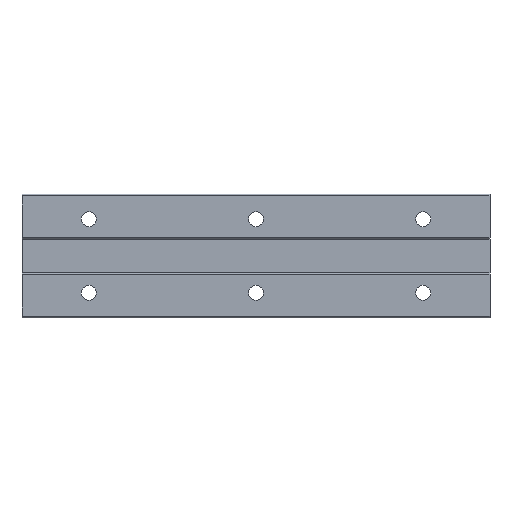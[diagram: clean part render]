
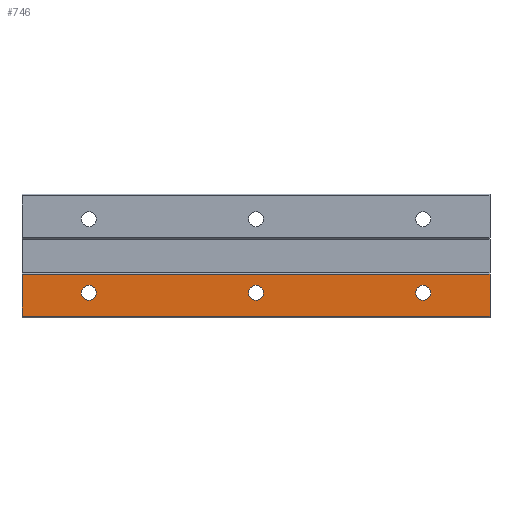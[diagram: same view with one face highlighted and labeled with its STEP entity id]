
A CAD part, front view. The second image highlights one B-rep face of the part: STEP entity #746.
In plain terms, the highlighted planar face has unit normal (0, -1, 0).
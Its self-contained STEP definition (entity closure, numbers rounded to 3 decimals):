
#14 = AXIS2_PLACEMENT_3D ( 'NONE', #269, #599, #1532 ) ;
#63 = LINE ( 'NONE', #1002, #596 ) ;
#70 = CARTESIAN_POINT ( 'NONE',  ( 100., 0., -8.75 ) ) ;
#88 = VECTOR ( 'NONE', #552, 1000. ) ;
#96 = VERTEX_POINT ( 'NONE', #1692 ) ;
#105 = ORIENTED_EDGE ( 'NONE', *, *, #130, .F. ) ;
#130 = EDGE_CURVE ( 'NONE', #96, #1655, #1855, .T. ) ;
#142 = CARTESIAN_POINT ( 'NONE',  ( 100., 0., -11. ) ) ;
#143 = ORIENTED_EDGE ( 'NONE', *, *, #968, .F. ) ;
#163 = AXIS2_PLACEMENT_3D ( 'NONE', #1035, #874, #2008 ) ;
#196 = AXIS2_PLACEMENT_3D ( 'NONE', #1581, #789, #1145 ) ;
#215 = CIRCLE ( 'NONE', #452, 2.25 ) ;
#221 = VERTEX_POINT ( 'NONE', #740 ) ;
#224 = CIRCLE ( 'NONE', #14, 2.25 ) ;
#233 = DIRECTION ( 'NONE',  ( -1., 0., 0. ) ) ;
#269 = CARTESIAN_POINT ( 'NONE',  ( 100., 0., -11. ) ) ;
#275 = EDGE_LOOP ( 'NONE', ( #1079, #751 ) ) ;
#292 = CIRCLE ( 'NONE', #1735, 2.25 ) ;
#302 = DIRECTION ( 'NONE',  ( 0., 0., 1. ) ) ;
#311 = EDGE_CURVE ( 'NONE', #438, #772, #292, .T. ) ;
#333 = VERTEX_POINT ( 'NONE', #930 ) ;
#351 = DIRECTION ( 'NONE',  ( 0., 0., 1. ) ) ;
#368 = EDGE_LOOP ( 'NONE', ( #413, #388 ) ) ;
#379 = CARTESIAN_POINT ( 'NONE',  ( 0., 0., -13.25 ) ) ;
#388 = ORIENTED_EDGE ( 'NONE', *, *, #311, .F. ) ;
#413 = ORIENTED_EDGE ( 'NONE', *, *, #587, .F. ) ;
#430 = CARTESIAN_POINT ( 'NONE',  ( 120., 0., -5.5 ) ) ;
#438 = VERTEX_POINT ( 'NONE', #379 ) ;
#452 = AXIS2_PLACEMENT_3D ( 'NONE', #938, #1439, #1112 ) ;
#473 = CARTESIAN_POINT ( 'NONE',  ( 50., 0., -11. ) ) ;
#491 = DIRECTION ( 'NONE',  ( 0., 0., 1. ) ) ;
#541 = FACE_BOUND ( 'NONE', #368, .T. ) ;
#552 = DIRECTION ( 'NONE',  ( 0., 0., -1. ) ) ;
#578 = CARTESIAN_POINT ( 'NONE',  ( 120., 0., -18. ) ) ;
#587 = EDGE_CURVE ( 'NONE', #772, #438, #1029, .T. ) ;
#596 = VECTOR ( 'NONE', #351, 1000. ) ;
#599 = DIRECTION ( 'NONE',  ( 0., -1., 0. ) ) ;
#606 = EDGE_LOOP ( 'NONE', ( #1777, #1959 ) ) ;
#707 = VERTEX_POINT ( 'NONE', #881 ) ;
#740 = CARTESIAN_POINT ( 'NONE',  ( 50., 0., -8.75 ) ) ;
#746 = ADVANCED_FACE ( 'NONE', ( #1365, #541, #1185, #1965 ), #1660, .F. ) ;
#751 = ORIENTED_EDGE ( 'NONE', *, *, #849, .F. ) ;
#754 = CARTESIAN_POINT ( 'NONE',  ( 0., 0., -8.75 ) ) ;
#772 = VERTEX_POINT ( 'NONE', #754 ) ;
#789 = DIRECTION ( 'NONE',  ( 0., -1., 0. ) ) ;
#827 = DIRECTION ( 'NONE',  ( 1., 0., 0. ) ) ;
#849 = EDGE_CURVE ( 'NONE', #1063, #1639, #224, .T. ) ;
#874 = DIRECTION ( 'NONE',  ( 0., 1., 0. ) ) ;
#881 = CARTESIAN_POINT ( 'NONE',  ( 50., 0., -13.25 ) ) ;
#930 = CARTESIAN_POINT ( 'NONE',  ( -20., 0., -18. ) ) ;
#938 = CARTESIAN_POINT ( 'NONE',  ( 50., 0., -11. ) ) ;
#951 = CARTESIAN_POINT ( 'NONE',  ( 100., 0., -13.25 ) ) ;
#959 = CARTESIAN_POINT ( 'NONE',  ( 0., 0., -11. ) ) ;
#965 = EDGE_CURVE ( 'NONE', #707, #221, #1740, .T. ) ;
#968 = EDGE_CURVE ( 'NONE', #1294, #96, #1760, .T. ) ;
#1002 = CARTESIAN_POINT ( 'NONE',  ( -20., 0., -5.5 ) ) ;
#1024 = LINE ( 'NONE', #578, #2033 ) ;
#1029 = CIRCLE ( 'NONE', #196, 2.25 ) ;
#1035 = CARTESIAN_POINT ( 'NONE',  ( 120., 0., -5.5 ) ) ;
#1049 = EDGE_CURVE ( 'NONE', #1639, #1063, #1978, .T. ) ;
#1063 = VERTEX_POINT ( 'NONE', #951 ) ;
#1075 = EDGE_LOOP ( 'NONE', ( #1580, #105, #143, #1525 ) ) ;
#1079 = ORIENTED_EDGE ( 'NONE', *, *, #1049, .F. ) ;
#1085 = CARTESIAN_POINT ( 'NONE',  ( -20., 0., -5.5 ) ) ;
#1088 = EDGE_CURVE ( 'NONE', #333, #1294, #63, .T. ) ;
#1100 = DIRECTION ( 'NONE',  ( 0., -1., 0. ) ) ;
#1112 = DIRECTION ( 'NONE',  ( 0., 0., 1. ) ) ;
#1145 = DIRECTION ( 'NONE',  ( 0., 0., 1. ) ) ;
#1185 = FACE_BOUND ( 'NONE', #275, .T. ) ;
#1294 = VERTEX_POINT ( 'NONE', #1085 ) ;
#1303 = CARTESIAN_POINT ( 'NONE',  ( 120., 0., -5.5 ) ) ;
#1365 = FACE_OUTER_BOUND ( 'NONE', #1075, .T. ) ;
#1439 = DIRECTION ( 'NONE',  ( 0., -1., 0. ) ) ;
#1461 = AXIS2_PLACEMENT_3D ( 'NONE', #473, #1936, #302 ) ;
#1525 = ORIENTED_EDGE ( 'NONE', *, *, #1088, .F. ) ;
#1532 = DIRECTION ( 'NONE',  ( 0., 0., 1. ) ) ;
#1548 = CARTESIAN_POINT ( 'NONE',  ( 120., 0., -18. ) ) ;
#1580 = ORIENTED_EDGE ( 'NONE', *, *, #2089, .F. ) ;
#1581 = CARTESIAN_POINT ( 'NONE',  ( 0., 0., -11. ) ) ;
#1639 = VERTEX_POINT ( 'NONE', #70 ) ;
#1655 = VERTEX_POINT ( 'NONE', #1548 ) ;
#1660 = PLANE ( 'NONE',  #163 ) ;
#1692 = CARTESIAN_POINT ( 'NONE',  ( 120., 0., -5.5 ) ) ;
#1735 = AXIS2_PLACEMENT_3D ( 'NONE', #959, #1890, #2092 ) ;
#1740 = CIRCLE ( 'NONE', #1461, 2.25 ) ;
#1760 = LINE ( 'NONE', #1303, #2052 ) ;
#1777 = ORIENTED_EDGE ( 'NONE', *, *, #1797, .F. ) ;
#1797 = EDGE_CURVE ( 'NONE', #221, #707, #215, .T. ) ;
#1855 = LINE ( 'NONE', #430, #88 ) ;
#1875 = AXIS2_PLACEMENT_3D ( 'NONE', #142, #1100, #491 ) ;
#1890 = DIRECTION ( 'NONE',  ( 0., -1., 0. ) ) ;
#1936 = DIRECTION ( 'NONE',  ( 0., -1., 0. ) ) ;
#1959 = ORIENTED_EDGE ( 'NONE', *, *, #965, .F. ) ;
#1965 = FACE_BOUND ( 'NONE', #606, .T. ) ;
#1978 = CIRCLE ( 'NONE', #1875, 2.25 ) ;
#2008 = DIRECTION ( 'NONE',  ( 0., 0., 1. ) ) ;
#2033 = VECTOR ( 'NONE', #233, 1000. ) ;
#2052 = VECTOR ( 'NONE', #827, 1000. ) ;
#2089 = EDGE_CURVE ( 'NONE', #1655, #333, #1024, .T. ) ;
#2092 = DIRECTION ( 'NONE',  ( 0., 0., 1. ) ) ;
